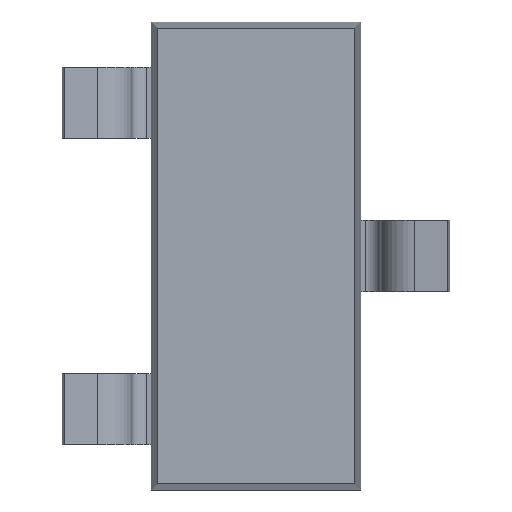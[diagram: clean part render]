
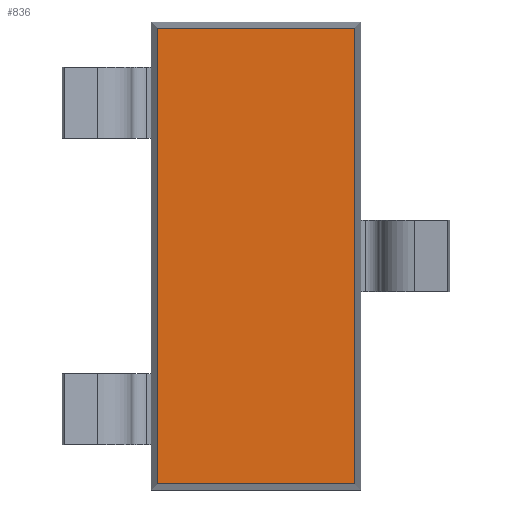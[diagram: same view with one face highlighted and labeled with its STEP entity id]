
A CAD part, front view. The second image highlights one B-rep face of the part: STEP entity #836.
In plain terms, the highlighted planar face has unit normal (0, -1, 0).
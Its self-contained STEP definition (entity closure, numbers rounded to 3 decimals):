
#15=DIRECTION ( 'NONE',  ( 0., 0., 1. ) );
#17=DIRECTION ( 'NONE',  ( 0., 0., -1. ) );
#28=DIRECTION ( 'NONE',  ( -1., 0., 0. ) );
#39=DIRECTION ( 'NONE',  ( 1., 0., 0. ) );
#67=DIRECTION ( 'NONE',  ( 0., 1., 0. ) );
#75=VERTEX_POINT ( 'NONE', #109 );
#106=VECTOR ( 'NONE', #28, 1000. );
#109=CARTESIAN_POINT ( 'NONE',  ( -0.612, 0.1, -1.412 ) );
#121=VECTOR ( 'NONE', #17, 1000. );
#168=VECTOR ( 'NONE', #15, 1000. );
#212=VERTEX_POINT ( 'NONE', #281 );
#261=VECTOR ( 'NONE', #39, 1000. );
#272=CARTESIAN_POINT ( 'NONE',  ( 0.612, 0.1, -1.412 ) );
#281=CARTESIAN_POINT ( 'NONE',  ( 0.612, 0.1, 1.412 ) );
#309=ORIENTED_EDGE ( 'NONE', *, *, #887, .T. );
#314=AXIS2_PLACEMENT_3D ( 'NONE', #1159, #67, #39 );
#317=ORIENTED_EDGE ( 'NONE', *, *, #1176, .T. );
#376=CARTESIAN_POINT ( 'NONE',  ( -0.65, 0.1, 1.412 ) );
#425=VERTEX_POINT ( 'NONE', #272 );
#558=CARTESIAN_POINT ( 'NONE',  ( -0.612, 0.1, 1.412 ) );
#585=FACE_OUTER_BOUND ( 'NONE', #883, .T. );
#608=LINE ( 'NONE', #376, #106 );
#616=ORIENTED_EDGE ( 'NONE', *, *, #1004, .T. );
#617=LINE ( 'NONE', #889, #121 );
#671=LINE ( 'NONE', #816, #168 );
#715=ORIENTED_EDGE ( 'NONE', *, *, #824, .T. );
#816=CARTESIAN_POINT ( 'NONE',  ( 0.612, 0.1, 1.45 ) );
#824=EDGE_CURVE ( 'NONE', #212, #1128, #608, .T. );
#826=PLANE ( 'NONE',  #314 );
#836=ADVANCED_FACE ( 'NONE', ( #585 ), #826, .F. );
#883=EDGE_LOOP ( 'NONE', ( #309, #317, #616, #715 ) );
#887=EDGE_CURVE ( 'NONE', #1128, #75, #617, .T. );
#889=CARTESIAN_POINT ( 'NONE',  ( -0.612, 0.1, -1.45 ) );
#969=CARTESIAN_POINT ( 'NONE',  ( 0.65, 0.1, -1.412 ) );
#1004=EDGE_CURVE ( 'NONE', #425, #212, #671, .T. );
#1076=LINE ( 'NONE', #969, #261 );
#1128=VERTEX_POINT ( 'NONE', #558 );
#1159=CARTESIAN_POINT ( 'NONE',  ( 0., 0.1, 0. ) );
#1176=EDGE_CURVE ( 'NONE', #75, #425, #1076, .T. );
